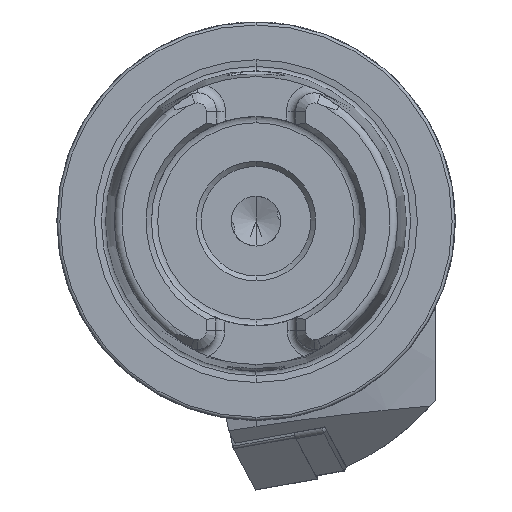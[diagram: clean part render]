
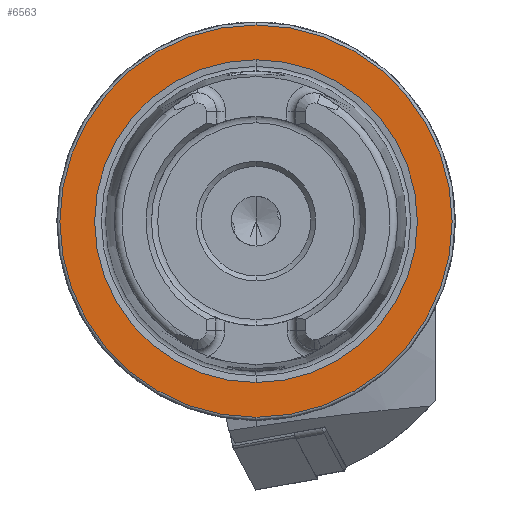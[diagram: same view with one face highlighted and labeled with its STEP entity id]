
A CAD part, left-side view. The second image highlights one B-rep face of the part: STEP entity #6563.
In plain terms, the highlighted planar face has unit normal (-1, 0, 0).
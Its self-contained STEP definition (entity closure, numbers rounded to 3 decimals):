
#1202 = CIRCLE ( 'NONE', #10476, 16.207 ) ;
#1446 = VERTEX_POINT ( 'NONE', #3123 ) ;
#1699 = EDGE_CURVE ( 'NONE', #1892, #1446, #9931, .T. ) ;
#1892 = VERTEX_POINT ( 'NONE', #5809 ) ;
#2101 = VERTEX_POINT ( 'NONE', #5385 ) ;
#2200 = VERTEX_POINT ( 'NONE', #5280 ) ;
#2735 = CARTESIAN_POINT ( 'NONE',  ( 0., 0., 0. ) ) ;
#2736 = DIRECTION ( 'NONE',  ( -1., 0., 0. ) ) ;
#2737 = DIRECTION ( 'NONE',  ( 0., 0., 1. ) ) ;
#2930 = EDGE_CURVE ( 'NONE', #1446, #1892, #1202, .T. ) ;
#3123 = CARTESIAN_POINT ( 'NONE',  ( 0., 0., 16.207 ) ) ;
#3195 = EDGE_CURVE ( 'NONE', #2101, #2200, #11887, .T. ) ;
#3566 = AXIS2_PLACEMENT_3D ( 'NONE', #5869, #5870, #5874 ) ;
#3597 = FACE_OUTER_BOUND ( 'NONE', #7528, .T. ) ;
#3638 = FACE_BOUND ( 'NONE', #7419, .T. ) ;
#4696 = CARTESIAN_POINT ( 'NONE',  ( 0., 19.7, 0. ) ) ;
#4699 = PLANE ( 'NONE',  #8424 ) ;
#4701 = DIRECTION ( 'NONE',  ( 1., 0., 0. ) ) ;
#4702 = DIRECTION ( 'NONE',  ( 0., 0., -1. ) ) ;
#5280 = CARTESIAN_POINT ( 'NONE',  ( 0., 0., 19.7 ) ) ;
#5385 = CARTESIAN_POINT ( 'NONE',  ( 0., 0., -19.7 ) ) ;
#5809 = CARTESIAN_POINT ( 'NONE',  ( 0., 0., -16.207 ) ) ;
#5869 = CARTESIAN_POINT ( 'NONE',  ( 0., 0., 0. ) ) ;
#5870 = DIRECTION ( 'NONE',  ( -1., 0., 0. ) ) ;
#5874 = DIRECTION ( 'NONE',  ( 0., 0., 1. ) ) ;
#6156 = CARTESIAN_POINT ( 'NONE',  ( 0., 0., 0. ) ) ;
#6211 = DIRECTION ( 'NONE',  ( -1., 0., 0. ) ) ;
#6327 = DIRECTION ( 'NONE',  ( 0., 0., 1. ) ) ;
#6563 = ADVANCED_FACE ( 'NONE', ( #3638, #3597 ), #4699, .F. ) ;
#7125 = ORIENTED_EDGE ( 'NONE', *, *, #1699, .F. ) ;
#7373 = ORIENTED_EDGE ( 'NONE', *, *, #3195, .T. ) ;
#7385 = ORIENTED_EDGE ( 'NONE', *, *, #10540, .T. ) ;
#7419 = EDGE_LOOP ( 'NONE', ( #7583, #7125 ) ) ;
#7528 = EDGE_LOOP ( 'NONE', ( #7385, #7373 ) ) ;
#7583 = ORIENTED_EDGE ( 'NONE', *, *, #2930, .F. ) ;
#8424 = AXIS2_PLACEMENT_3D ( 'NONE', #4696, #4701, #4702 ) ;
#8991 = CIRCLE ( 'NONE', #10817, 19.7 ) ;
#9931 = CIRCLE ( 'NONE', #3566, 16.207 ) ;
#10476 = AXIS2_PLACEMENT_3D ( 'NONE', #12969, #13279, #12959 ) ;
#10481 = AXIS2_PLACEMENT_3D ( 'NONE', #6156, #6211, #6327 ) ;
#10540 = EDGE_CURVE ( 'NONE', #2200, #2101, #8991, .T. ) ;
#10817 = AXIS2_PLACEMENT_3D ( 'NONE', #2735, #2736, #2737 ) ;
#11887 = CIRCLE ( 'NONE', #10481, 19.7 ) ;
#12959 = DIRECTION ( 'NONE',  ( 0., 0., 1. ) ) ;
#12969 = CARTESIAN_POINT ( 'NONE',  ( 0., 0., 0. ) ) ;
#13279 = DIRECTION ( 'NONE',  ( -1., 0., 0. ) ) ;
